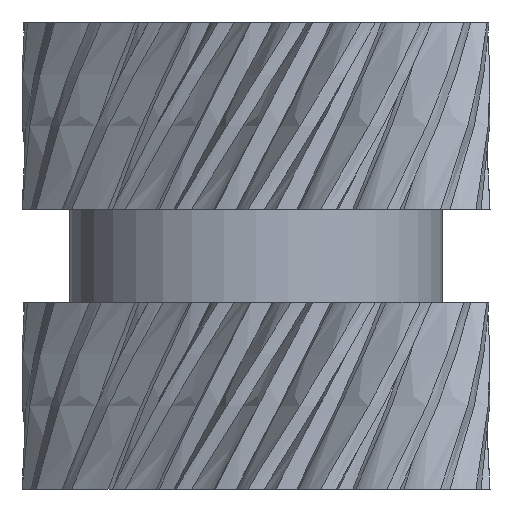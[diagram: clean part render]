
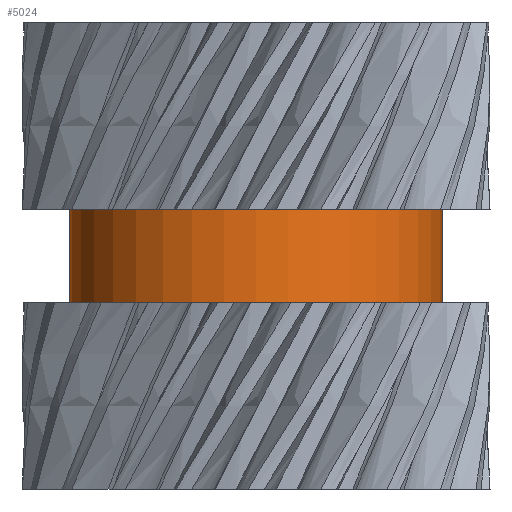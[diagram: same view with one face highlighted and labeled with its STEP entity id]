
A CAD part, front view. The second image highlights one B-rep face of the part: STEP entity #5024.
In plain terms, the highlighted cylindrical face has radius 2 mm (diameter 4 mm), a full revolution.
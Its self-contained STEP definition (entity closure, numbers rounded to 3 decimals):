
#816=FACE_OUTER_BOUND('',#1091,.T.);
#1091=EDGE_LOOP('',(#4672,#4673,#4674,#4675));
#1177=CIRCLE('',#5146,2.);
#1258=CIRCLE('',#5270,2.);
#1573=LINE('',#27107,#1754);
#1754=VECTOR('',#5921,2.);
#2047=VERTEX_POINT('',#11685);
#2288=VERTEX_POINT('',#27103);
#2605=EDGE_CURVE('',#2047,#2047,#1177,.T.);
#3088=EDGE_CURVE('',#2288,#2288,#1258,.T.);
#3089=EDGE_CURVE('',#2288,#2047,#1573,.T.);
#4672=ORIENTED_EDGE('',*,*,#3088,.F.);
#4673=ORIENTED_EDGE('',*,*,#3089,.T.);
#4674=ORIENTED_EDGE('',*,*,#2605,.F.);
#4675=ORIENTED_EDGE('',*,*,#3089,.F.);
#4754=CYLINDRICAL_SURFACE('',#5272,2.);
#5024=ADVANCED_FACE('',(#816),#4754,.T.);
#5146=AXIS2_PLACEMENT_3D('',#11686,#5587,#5588);
#5270=AXIS2_PLACEMENT_3D('',#27104,#5915,#5916);
#5272=AXIS2_PLACEMENT_3D('',#27106,#5919,#5920);
#5587=DIRECTION('center_axis',(0.,0.,-1.));
#5588=DIRECTION('ref_axis',(-1.,0.,0.));
#5915=DIRECTION('center_axis',(0.,0.,1.));
#5916=DIRECTION('ref_axis',(-1.,0.,0.));
#5919=DIRECTION('center_axis',(0.,0.,1.));
#5920=DIRECTION('ref_axis',(-1.,0.,0.));
#5921=DIRECTION('',(0.,0.,-1.));
#11685=CARTESIAN_POINT('',(2.,0.,2.));
#11686=CARTESIAN_POINT('Origin',(0.,0.,2.));
#27103=CARTESIAN_POINT('',(2.,0.,3.));
#27104=CARTESIAN_POINT('Origin',(0.,0.,3.));
#27106=CARTESIAN_POINT('Origin',(0.,0.,1.));
#27107=CARTESIAN_POINT('',(2.,0.,1.));
